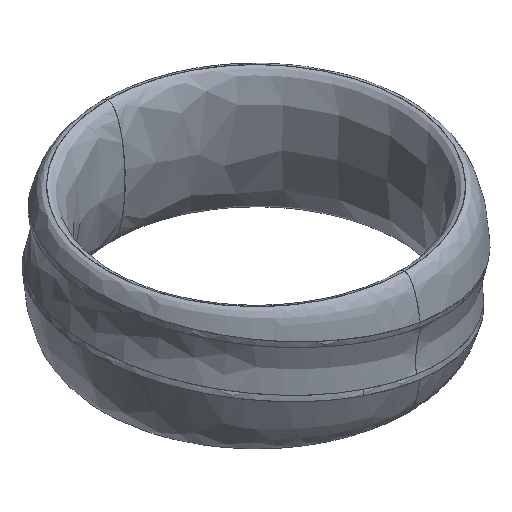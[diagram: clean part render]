
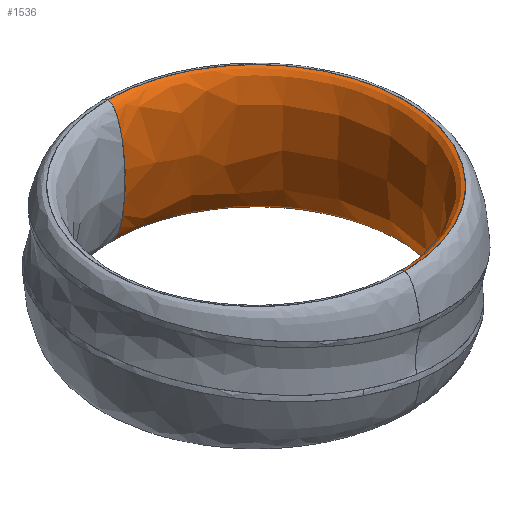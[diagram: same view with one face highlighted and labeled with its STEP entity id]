
A CAD part, isometric view. The second image highlights one B-rep face of the part: STEP entity #1536.
In plain terms, the highlighted free-form (B-spline) face has degree [3, 3] with [4, 4] control points.
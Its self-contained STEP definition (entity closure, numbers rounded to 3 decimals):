
#1536 = ADVANCED_FACE('',(#1537),#1575,.T.);
#1537 = FACE_BOUND('',#1538,.T.);
#1538 = EDGE_LOOP('',(#1539,#1550,#1559,#1568));
#1539 = ORIENTED_EDGE('',*,*,#1540,.T.);
#1540 = EDGE_CURVE('',#1541,#1543,#1545,.T.);
#1541 = VERTEX_POINT('',#1542);
#1542 = CARTESIAN_POINT('',(0.,-7.726,-3.181));
#1543 = VERTEX_POINT('',#1544);
#1544 = CARTESIAN_POINT('',(0.,7.726,-3.181));
#1545 = ( BOUNDED_CURVE() B_SPLINE_CURVE(3,(#1546,#1547,#1548,#1549),
.UNSPECIFIED.,.F.,.F.) B_SPLINE_CURVE_WITH_KNOTS((4,4),(0.,1.),
.PIECEWISE_BEZIER_KNOTS.) CURVE() GEOMETRIC_REPRESENTATION_ITEM() 
RATIONAL_B_SPLINE_CURVE((1.,0.333,0.333,1.)) 
REPRESENTATION_ITEM('') );
#1546 = CARTESIAN_POINT('',(0.,-7.726,-3.181));
#1547 = CARTESIAN_POINT('',(15.451,-7.726,
    -3.181));
#1548 = CARTESIAN_POINT('',(15.451,7.726,
    -3.181));
#1549 = CARTESIAN_POINT('',(0.,7.726,-3.181));
#1550 = ORIENTED_EDGE('',*,*,#1551,.T.);
#1551 = EDGE_CURVE('',#1543,#1552,#1554,.T.);
#1552 = VERTEX_POINT('',#1553);
#1553 = CARTESIAN_POINT('',(0.,7.726,3.181));
#1554 = ( BOUNDED_CURVE() B_SPLINE_CURVE(3,(#1555,#1556,#1557,#1558),
.UNSPECIFIED.,.F.,.F.) B_SPLINE_CURVE_WITH_KNOTS((4,4),(0.,1.),
.PIECEWISE_BEZIER_KNOTS.) CURVE() GEOMETRIC_REPRESENTATION_ITEM() 
RATIONAL_B_SPLINE_CURVE((1.,0.333,0.333,1.)) 
REPRESENTATION_ITEM('') );
#1555 = CARTESIAN_POINT('',(0.,7.726,-3.181));
#1556 = CARTESIAN_POINT('',(0.,5.908,-3.181));
#1557 = CARTESIAN_POINT('',(0.,5.908,3.181));
#1558 = CARTESIAN_POINT('',(0.,7.726,3.181));
#1559 = ORIENTED_EDGE('',*,*,#1560,.T.);
#1560 = EDGE_CURVE('',#1552,#1561,#1563,.T.);
#1561 = VERTEX_POINT('',#1562);
#1562 = CARTESIAN_POINT('',(0.,-7.726,3.181));
#1563 = ( BOUNDED_CURVE() B_SPLINE_CURVE(3,(#1564,#1565,#1566,#1567),
.UNSPECIFIED.,.F.,.F.) B_SPLINE_CURVE_WITH_KNOTS((4,4),(0.,1.),
.PIECEWISE_BEZIER_KNOTS.) CURVE() GEOMETRIC_REPRESENTATION_ITEM() 
RATIONAL_B_SPLINE_CURVE((1.,0.333,0.333,1.)) 
REPRESENTATION_ITEM('') );
#1564 = CARTESIAN_POINT('',(0.,7.726,3.181));
#1565 = CARTESIAN_POINT('',(15.451,7.726,
    3.181));
#1566 = CARTESIAN_POINT('',(15.451,-7.726,
    3.181));
#1567 = CARTESIAN_POINT('',(0.,-7.726,3.181));
#1568 = ORIENTED_EDGE('',*,*,#1569,.T.);
#1569 = EDGE_CURVE('',#1561,#1541,#1570,.T.);
#1570 = ( BOUNDED_CURVE() B_SPLINE_CURVE(3,(#1571,#1572,#1573,#1574),
.UNSPECIFIED.,.F.,.F.) B_SPLINE_CURVE_WITH_KNOTS((4,4),(0.,1.),
.PIECEWISE_BEZIER_KNOTS.) CURVE() GEOMETRIC_REPRESENTATION_ITEM() 
RATIONAL_B_SPLINE_CURVE((1.,0.333,0.333,1.)) 
REPRESENTATION_ITEM('') );
#1571 = CARTESIAN_POINT('',(0.,-7.726,3.181));
#1572 = CARTESIAN_POINT('',(0.,-5.908,3.181));
#1573 = CARTESIAN_POINT('',(0.,-5.908,-3.181));
#1574 = CARTESIAN_POINT('',(0.,-7.726,-3.181));
#1575 = ( BOUNDED_SURFACE() B_SPLINE_SURFACE(3,3,(
    (#1576,#1577,#1578,#1579)
    ,(#1580,#1581,#1582,#1583)
    ,(#1584,#1585,#1586,#1587)
    ,(#1588,#1589,#1590,#1591
)),.UNSPECIFIED.,.F.,.F.,.F.) B_SPLINE_SURFACE_WITH_KNOTS((4,4),(4,4),(
    0.,1.),(0.,1.),.PIECEWISE_BEZIER_KNOTS.) 
GEOMETRIC_REPRESENTATION_ITEM() RATIONAL_B_SPLINE_SURFACE((
    (1.,0.333,0.333,1.)
    ,(0.333,0.111,0.111,0.333)
    ,(0.333,0.111,0.111,0.333)
,(1.,0.333,0.333,1.
))) REPRESENTATION_ITEM('') SURFACE() );
#1576 = CARTESIAN_POINT('',(0.,-7.726,3.181));
#1577 = CARTESIAN_POINT('',(15.451,-7.726,
    3.181));
#1578 = CARTESIAN_POINT('',(15.451,7.726,
    3.181));
#1579 = CARTESIAN_POINT('',(0.,7.726,3.181));
#1580 = CARTESIAN_POINT('',(0.,-5.908,3.181));
#1581 = CARTESIAN_POINT('',(11.816,-5.908,
    3.181));
#1582 = CARTESIAN_POINT('',(11.816,5.908,
    3.181));
#1583 = CARTESIAN_POINT('',(0.,5.908,3.181));
#1584 = CARTESIAN_POINT('',(0.,-5.908,-3.181));
#1585 = CARTESIAN_POINT('',(11.816,-5.908,
    -3.181));
#1586 = CARTESIAN_POINT('',(11.816,5.908,
    -3.181));
#1587 = CARTESIAN_POINT('',(0.,5.908,-3.181));
#1588 = CARTESIAN_POINT('',(0.,-7.726,-3.181));
#1589 = CARTESIAN_POINT('',(15.451,-7.726,
    -3.181));
#1590 = CARTESIAN_POINT('',(15.451,7.726,
    -3.181));
#1591 = CARTESIAN_POINT('',(0.,7.726,-3.181));
